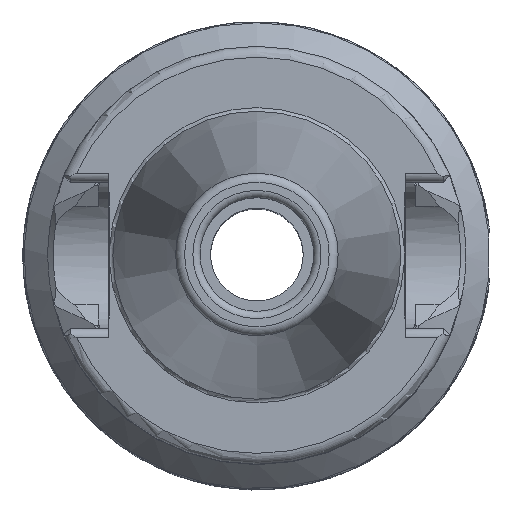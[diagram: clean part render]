
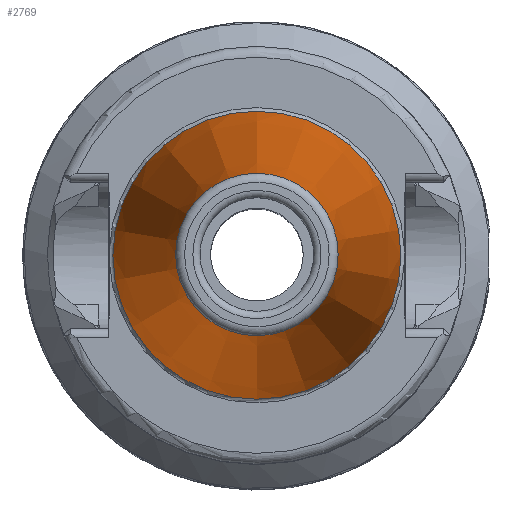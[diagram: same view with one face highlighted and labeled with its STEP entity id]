
A CAD part, top view. The second image highlights one B-rep face of the part: STEP entity #2769.
In plain terms, the highlighted conical face has half-angle 8.297 degrees and reference radius 12.394 mm.
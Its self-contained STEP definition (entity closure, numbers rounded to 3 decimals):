
#456=FACE_OUTER_BOUND('',#630,.T.);
#630=EDGE_LOOP('',(#2596,#2597,#2598,#2599,#2600));
#731=CIRCLE('',#3038,8.941);
#732=CIRCLE('',#3039,8.941);
#764=CIRCLE('',#3093,15.846);
#917=LINE('',#5825,#1070);
#1070=VECTOR('',#3853,12.394);
#1320=VERTEX_POINT('',#5731);
#1321=VERTEX_POINT('',#5733);
#1346=VERTEX_POINT('',#5821);
#1721=EDGE_CURVE('',#1320,#1321,#731,.T.);
#1722=EDGE_CURVE('',#1321,#1320,#732,.T.);
#1762=EDGE_CURVE('',#1346,#1346,#764,.T.);
#1764=EDGE_CURVE('',#1321,#1346,#917,.T.);
#2596=ORIENTED_EDGE('',*,*,#1722,.F.);
#2597=ORIENTED_EDGE('',*,*,#1764,.T.);
#2598=ORIENTED_EDGE('',*,*,#1762,.T.);
#2599=ORIENTED_EDGE('',*,*,#1764,.F.);
#2600=ORIENTED_EDGE('',*,*,#1721,.F.);
#2616=CONICAL_SURFACE('',#3094,12.394,0.145);
#2769=ADVANCED_FACE('',(#456),#2616,.T.);
#3038=AXIS2_PLACEMENT_3D('',#5734,#3730,#3731);
#3039=AXIS2_PLACEMENT_3D('',#5735,#3732,#3733);
#3093=AXIS2_PLACEMENT_3D('',#5822,#3848,#3849);
#3094=AXIS2_PLACEMENT_3D('',#5824,#3851,#3852);
#3730=DIRECTION('center_axis',(0.,0.,1.));
#3731=DIRECTION('ref_axis',(1.,0.,0.));
#3732=DIRECTION('center_axis',(0.,0.,1.));
#3733=DIRECTION('ref_axis',(1.,0.,0.));
#3848=DIRECTION('center_axis',(0.,0.,1.));
#3849=DIRECTION('ref_axis',(1.,0.,0.));
#3851=DIRECTION('center_axis',(0.,0.,-1.));
#3852=DIRECTION('ref_axis',(0.,-1.,0.));
#3853=DIRECTION('',(0.,0.144,-0.99));
#5731=CARTESIAN_POINT('',(8.941,0.,47.544));
#5733=CARTESIAN_POINT('',(0.,8.941,47.544));
#5734=CARTESIAN_POINT('Origin',(0.,0.,47.544));
#5735=CARTESIAN_POINT('Origin',(0.,0.,47.544));
#5821=CARTESIAN_POINT('',(0.,15.846,0.2));
#5822=CARTESIAN_POINT('Origin',(0.,0.,0.2));
#5824=CARTESIAN_POINT('Origin',(0.,0.,23.872));
#5825=CARTESIAN_POINT('',(0.,12.394,23.872));
